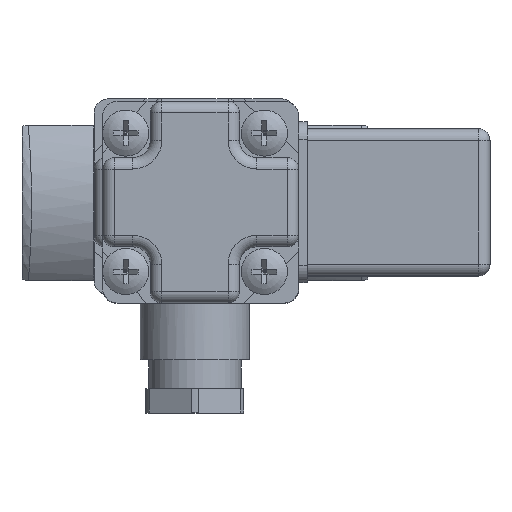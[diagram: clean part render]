
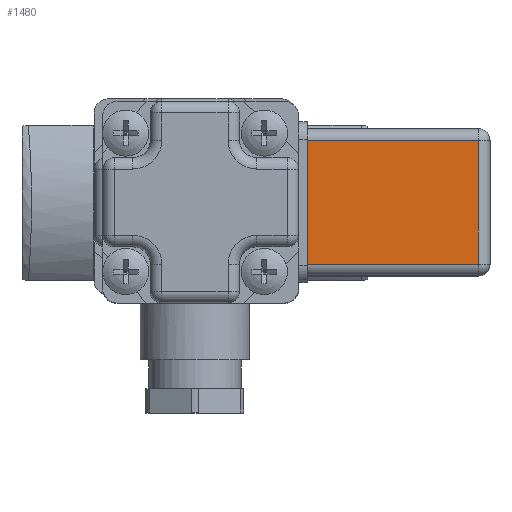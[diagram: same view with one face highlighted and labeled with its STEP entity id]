
A CAD part, top view. The second image highlights one B-rep face of the part: STEP entity #1480.
In plain terms, the highlighted face is planar.
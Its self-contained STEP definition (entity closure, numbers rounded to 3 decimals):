
#1480 = ADVANCED_FACE( '', ( #3228 ), #3229, .F. );
#3228 = FACE_OUTER_BOUND( '', #7001, .T. );
#3229 = PLANE( '', #7002 );
#7001 = EDGE_LOOP( '', ( #12153, #12154, #12155, #12156 ) );
#7002 = AXIS2_PLACEMENT_3D( '', #12157, #12158, #12159 );
#12153 = ORIENTED_EDGE( '', *, *, #14726, .T. );
#12154 = ORIENTED_EDGE( '', *, *, #13860, .T. );
#12155 = ORIENTED_EDGE( '', *, *, #15293, .T. );
#12156 = ORIENTED_EDGE( '', *, *, #14847, .T. );
#12157 = CARTESIAN_POINT( '', ( 12.75, 12.75, 33.2 ) );
#12158 = DIRECTION( '', ( 0., -1., 0. ) );
#12159 = DIRECTION( '', ( 0., 0., -1. ) );
#13860 = EDGE_CURVE( '', #15839, #15837, #15840, .F. );
#14726 = EDGE_CURVE( '', #17247, #15839, #17248, .T. );
#14847 = EDGE_CURVE( '', #15865, #17247, #17413, .T. );
#15293 = EDGE_CURVE( '', #15837, #15865, #17976, .F. );
#15837 = VERTEX_POINT( '', #18630 );
#15839 = VERTEX_POINT( '', #18632 );
#15840 = LINE( '', #18633, #18634 );
#15865 = VERTEX_POINT( '', #18667 );
#17247 = VERTEX_POINT( '', #23272 );
#17248 = LINE( '', #23273, #23274 );
#17413 = LINE( '', #24464, #24465 );
#17976 = LINE( '', #25705, #25706 );
#18630 = CARTESIAN_POINT( '', ( -10.75, 12.75, 31.2 ) );
#18632 = CARTESIAN_POINT( '', ( -10.75, 12.75, 1.5 ) );
#18633 = CARTESIAN_POINT( '', ( -10.75, 12.75, 33.2 ) );
#18634 = VECTOR( '', #26826, 1000. );
#18667 = CARTESIAN_POINT( '', ( 10.75, 12.75, 31.2 ) );
#23272 = CARTESIAN_POINT( '', ( 10.75, 12.75, 1.5 ) );
#23273 = CARTESIAN_POINT( '', ( 12.75, 12.75, 1.5 ) );
#23274 = VECTOR( '', #27886, 1000. );
#24464 = CARTESIAN_POINT( '', ( 10.75, 12.75, 33.2 ) );
#24465 = VECTOR( '', #28023, 1000. );
#25705 = CARTESIAN_POINT( '', ( 12.75, 12.75, 31.2 ) );
#25706 = VECTOR( '', #28497, 1000. );
#26826 = DIRECTION( '', ( 0., 0., -1. ) );
#27886 = DIRECTION( '', ( -1., 0., 0. ) );
#28023 = DIRECTION( '', ( 0., 0., -1. ) );
#28497 = DIRECTION( '', ( -1., 0., 0. ) );
